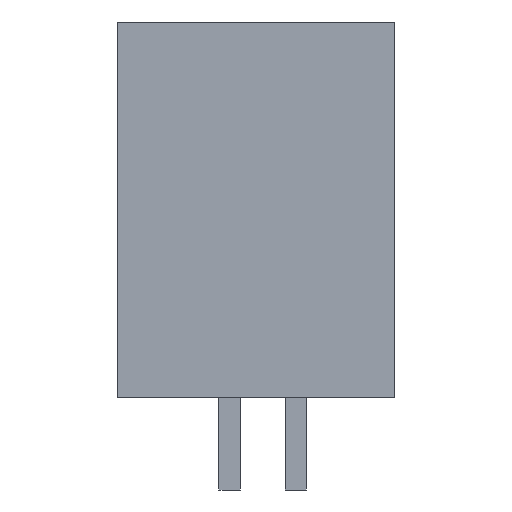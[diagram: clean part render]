
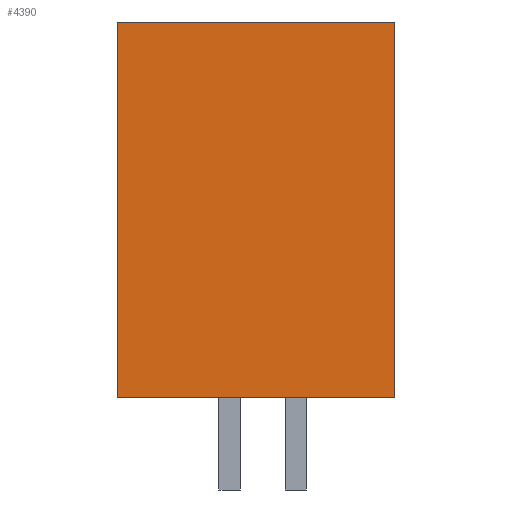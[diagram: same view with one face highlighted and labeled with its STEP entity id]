
A CAD part, left-side view. The second image highlights one B-rep face of the part: STEP entity #4390.
In plain terms, the highlighted planar face has unit normal (-1, 0, 0).
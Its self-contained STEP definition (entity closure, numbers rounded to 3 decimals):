
#4370=AXIS2_PLACEMENT_3D('Plane Axis2P3D',#4367,#4368,#4369) ;
#543=CARTESIAN_POINT('Vertex',(0.,0.,3.5)) ;
#546=CARTESIAN_POINT('Line Origine',(0.,5.25,3.5)) ;
#550=CARTESIAN_POINT('Vertex',(0.,10.5,3.5)) ;
#3070=CARTESIAN_POINT('Vertex',(0.,0.,17.7)) ;
#3075=CARTESIAN_POINT('Line Origine',(0.,0.,10.6)) ;
#4367=CARTESIAN_POINT('Axis2P3D Location',(0.,10.5,0.)) ;
#4372=CARTESIAN_POINT('Line Origine',(0.,10.5,10.6)) ;
#4376=CARTESIAN_POINT('Vertex',(0.,10.5,17.7)) ;
#4379=CARTESIAN_POINT('Line Origine',(0.,5.25,17.7)) ;
#547=DIRECTION('Vector Direction',(0.,-1.,0.)) ;
#3076=DIRECTION('Vector Direction',(0.,0.,1.)) ;
#4368=DIRECTION('Axis2P3D Direction',(-1.,0.,0.)) ;
#4369=DIRECTION('Axis2P3D XDirection',(0.,-1.,0.)) ;
#4373=DIRECTION('Vector Direction',(0.,0.,1.)) ;
#4380=DIRECTION('Vector Direction',(0.,-1.,0.)) ;
#548=VECTOR('Line Direction',#547,1.) ;
#3077=VECTOR('Line Direction',#3076,1.) ;
#4374=VECTOR('Line Direction',#4373,1.) ;
#4381=VECTOR('Line Direction',#4380,1.) ;
#4385=ORIENTED_EDGE('',*,*,#4378,.T.) ;
#4386=ORIENTED_EDGE('',*,*,#552,.T.) ;
#4387=ORIENTED_EDGE('',*,*,#3079,.T.) ;
#4388=ORIENTED_EDGE('',*,*,#4383,.T.) ;
#4390=ADVANCED_FACE('HOUSING',(#4389),#4371,.T.) ;
#552=EDGE_CURVE('',#551,#544,#549,.T.) ;
#3079=EDGE_CURVE('',#544,#3071,#3078,.T.) ;
#4378=EDGE_CURVE('',#4377,#551,#4375,.F.) ;
#4383=EDGE_CURVE('',#3071,#4377,#4382,.F.) ;
#4384=EDGE_LOOP('',(#4385,#4386,#4387,#4388)) ;
#4389=FACE_OUTER_BOUND('',#4384,.T.) ;
#549=LINE('Line',#546,#548) ;
#3078=LINE('Line',#3075,#3077) ;
#4375=LINE('Line',#4372,#4374) ;
#4382=LINE('Line',#4379,#4381) ;
#4371=PLANE('',#4370) ;
#544=VERTEX_POINT('',#543) ;
#551=VERTEX_POINT('',#550) ;
#3071=VERTEX_POINT('',#3070) ;
#4377=VERTEX_POINT('',#4376) ;
